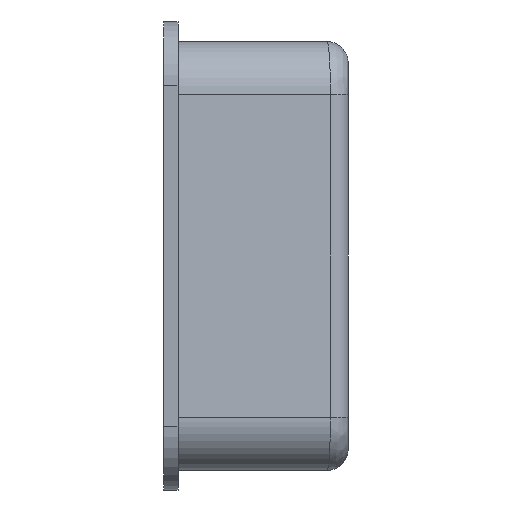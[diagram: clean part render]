
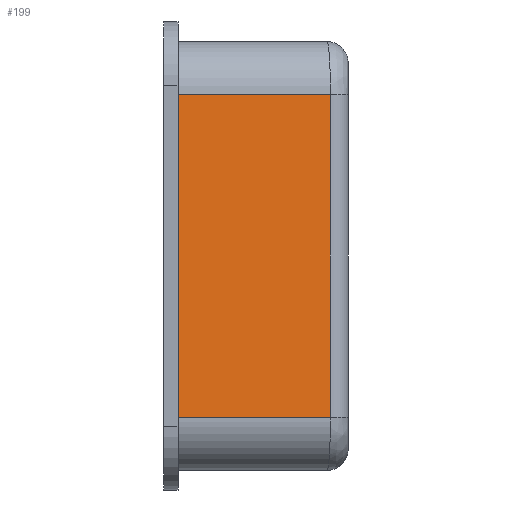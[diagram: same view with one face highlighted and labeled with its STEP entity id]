
A CAD part, left-side view. The second image highlights one B-rep face of the part: STEP entity #199.
In plain terms, the highlighted planar face has unit normal (-0.986, -0.164, 0).
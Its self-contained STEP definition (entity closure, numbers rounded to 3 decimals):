
#5 = VERTEX_POINT ( 'NONE', #3917 ) ;
#199 = ADVANCED_FACE ( 'NONE', ( #4312 ), #4311, .F. ) ;
#200 = EDGE_LOOP ( 'NONE', ( #201, #202, #204, #205 ) ) ;
#201 = ORIENTED_EDGE ( 'NONE', *, *, #6191, .T. ) ;
#202 = ORIENTED_EDGE ( 'NONE', *, *, #203, .T. ) ;
#203 = EDGE_CURVE ( 'NONE', #6197, #6201, #4306, .T. ) ;
#204 = ORIENTED_EDGE ( 'NONE', *, *, #6207, .T. ) ;
#205 = ORIENTED_EDGE ( 'NONE', *, *, #6224, .T. ) ;
#3917 = CARTESIAN_POINT ( 'NONE',  ( -41., -4., 45.5 ) ) ;
#4303 = DIRECTION ( 'NONE',  ( 0., 0., 1. ) ) ;
#4304 = VECTOR ( 'NONE', #4303, 1000. ) ;
#4305 = CARTESIAN_POINT ( 'NONE',  ( -33.836, -46.986, 60.5 ) ) ;
#4306 = LINE ( 'NONE', #4305, #4304 ) ;
#4307 = DIRECTION ( 'NONE',  ( -0.164, 0.986, 0. ) ) ;
#4308 = DIRECTION ( 'NONE',  ( 0.986, 0.164, 0. ) ) ;
#4309 = CARTESIAN_POINT ( 'NONE',  ( -33., -52., 60.5 ) ) ;
#4310 = AXIS2_PLACEMENT_3D ( 'NONE', #4309, #4308, #4307 ) ;
#4311 = PLANE ( 'NONE',  #4310 ) ;
#4312 = FACE_OUTER_BOUND ( 'NONE', #200, .T. ) ;
#6191 = EDGE_CURVE ( 'NONE', #6202, #6197, #11572, .T. ) ;
#6197 = VERTEX_POINT ( 'NONE', #11568 ) ;
#6201 = VERTEX_POINT ( 'NONE', #11567 ) ;
#6202 = VERTEX_POINT ( 'NONE', #11561 ) ;
#6207 = EDGE_CURVE ( 'NONE', #6201, #5, #11594, .T. ) ;
#6224 = EDGE_CURVE ( 'NONE', #5, #6202, #11645, .T. ) ;
#11561 = CARTESIAN_POINT ( 'NONE',  ( -41., -4., -45.5 ) ) ;
#11567 = CARTESIAN_POINT ( 'NONE',  ( -33.836, -46.986, 45.5 ) ) ;
#11568 = CARTESIAN_POINT ( 'NONE',  ( -33.836, -46.986, -45.5 ) ) ;
#11569 = DIRECTION ( 'NONE',  ( 0.164, -0.986, 0. ) ) ;
#11570 = VECTOR ( 'NONE', #11569, 1000. ) ;
#11571 = CARTESIAN_POINT ( 'NONE',  ( -33., -52., -45.5 ) ) ;
#11572 = LINE ( 'NONE', #11571, #11570 ) ;
#11586 = DIRECTION ( 'NONE',  ( -0.164, 0.986, 0. ) ) ;
#11587 = VECTOR ( 'NONE', #11586, 1000. ) ;
#11588 = CARTESIAN_POINT ( 'NONE',  ( -41., -4., 45.5 ) ) ;
#11594 = LINE ( 'NONE', #11588, #11587 ) ;
#11642 = DIRECTION ( 'NONE',  ( 0., 0., -1. ) ) ;
#11643 = VECTOR ( 'NONE', #11642, 1000. ) ;
#11644 = CARTESIAN_POINT ( 'NONE',  ( -41., -4., 60.5 ) ) ;
#11645 = LINE ( 'NONE', #11644, #11643 ) ;
